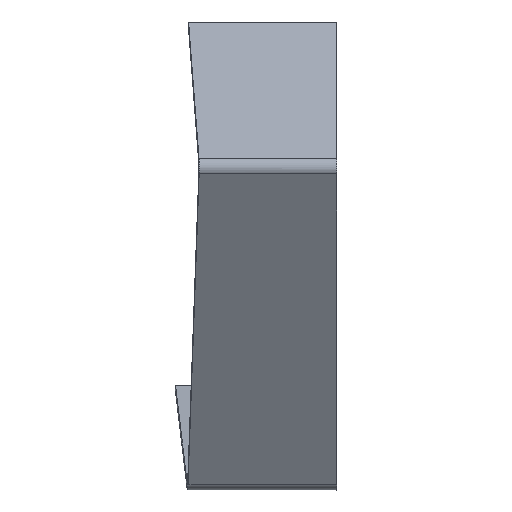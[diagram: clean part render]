
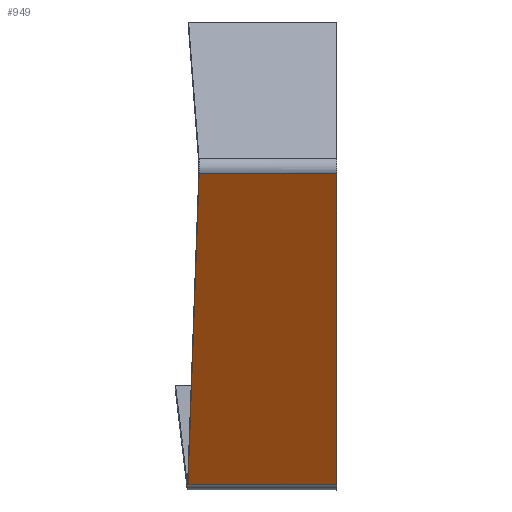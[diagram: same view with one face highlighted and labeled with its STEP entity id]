
A CAD part, left-side view. The second image highlights one B-rep face of the part: STEP entity #949.
In plain terms, the highlighted planar face has unit normal (-0.851, 0, -0.526).
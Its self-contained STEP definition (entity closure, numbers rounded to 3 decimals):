
#69 = PLANE('',#70);
#70 = AXIS2_PLACEMENT_3D('',#71,#72,#73);
#71 = CARTESIAN_POINT('',(0.,0.,-7500.));
#72 = DIRECTION('',(0.,-1.,-0.));
#73 = DIRECTION('',(1.,0.,0.));
#96 = CYLINDRICAL_SURFACE('',#97,48.);
#97 = AXIS2_PLACEMENT_3D('',#98,#99,#100);
#98 = CARTESIAN_POINT('',(10995.624,-550.,3842.501));
#99 = DIRECTION('',(-0.,1.,0.));
#100 = DIRECTION('',(-0.609,-0.,0.794));
#121 = PLANE('',#122);
#122 = AXIS2_PLACEMENT_3D('',#123,#124,#125);
#123 = CARTESIAN_POINT('',(4.001,-68.69,0.));
#124 = DIRECTION('',(0.058,-0.998,0.));
#125 = DIRECTION('',(0.,0.,-1.));
#408 = VERTEX_POINT('',#409);
#409 = CARTESIAN_POINT('',(10954.793,569.12,
    3817.266));
#437 = EDGE_CURVE('',#408,#438,#440,.T.);
#438 = VERTEX_POINT('',#439);
#439 = CARTESIAN_POINT('',(11749.431,615.403,
    2531.528));
#440 = SURFACE_CURVE('',#441,(#445,#451),.PCURVE_S1.);
#441 = LINE('',#442,#443);
#442 = CARTESIAN_POINT('',(9626.142,491.735,
    5967.046));
#443 = VECTOR('',#444,1.);
#444 = DIRECTION('',(0.525,0.031,-0.85));
#445 = PCURVE('',#121,#446);
#446 = DEFINITIONAL_REPRESENTATION('',(#447),#450);
#447 = B_SPLINE_CURVE_WITH_KNOTS('',1,(#448,#449),.UNSPECIFIED.,.F.,.F.,
  (2,2),(-12005609.332,12005639.461),
  .PIECEWISE_BEZIER_KNOTS.);
#448 = CARTESIAN_POINT('',(-10213734.217,-6309866.662));
#449 = CARTESIAN_POINT('',(10201825.742,6329159.416));
#450 = ( GEOMETRIC_REPRESENTATION_CONTEXT(2) 
PARAMETRIC_REPRESENTATION_CONTEXT() REPRESENTATION_CONTEXT('2D SPACE',''
  ) );
#451 = PCURVE('',#452,#457);
#452 = PLANE('',#453);
#453 = AXIS2_PLACEMENT_3D('',#454,#455,#456);
#454 = CARTESIAN_POINT('',(9634.058,0.,5954.238));
#455 = DIRECTION('',(0.851,0.,0.526));
#456 = DIRECTION('',(0.,-1.,0.));
#457 = DEFINITIONAL_REPRESENTATION('',(#458),#461);
#458 = B_SPLINE_CURVE_WITH_KNOTS('',1,(#459,#460),.UNSPECIFIED.,.F.,.F.,
  (2,2),(-12005609.332,12005639.461),
  .PIECEWISE_BEZIER_KNOTS.);
#459 = CARTESIAN_POINT('',(366954.611,-12000000.));
#460 = CARTESIAN_POINT('',(-367939.003,12000000.));
#461 = ( GEOMETRIC_REPRESENTATION_CONTEXT(2) 
PARAMETRIC_REPRESENTATION_CONTEXT() REPRESENTATION_CONTEXT('2D SPACE',''
  ) );
#478 = CYLINDRICAL_SURFACE('',#479,48.);
#479 = AXIS2_PLACEMENT_3D('',#480,#481,#482);
#480 = CARTESIAN_POINT('',(11790.262,-550.,2556.763)
  );
#481 = DIRECTION('',(-0.,1.,0.));
#482 = DIRECTION('',(0.438,0.,-0.899));
#502 = VERTEX_POINT('',#503);
#503 = CARTESIAN_POINT('',(10954.793,0.,3817.266));
#529 = EDGE_CURVE('',#502,#408,#530,.T.);
#530 = SURFACE_CURVE('',#531,(#535,#542),.PCURVE_S1.);
#531 = LINE('',#532,#533);
#532 = CARTESIAN_POINT('',(10954.793,-550.,3817.266)
  );
#533 = VECTOR('',#534,1.);
#534 = DIRECTION('',(-0.,1.,0.));
#535 = PCURVE('',#96,#536);
#536 = DEFINITIONAL_REPRESENTATION('',(#537),#541);
#537 = LINE('',#538,#539);
#538 = CARTESIAN_POINT('',(-1.47,0.));
#539 = VECTOR('',#540,1.);
#540 = DIRECTION('',(-0.,1.));
#541 = ( GEOMETRIC_REPRESENTATION_CONTEXT(2) 
PARAMETRIC_REPRESENTATION_CONTEXT() REPRESENTATION_CONTEXT('2D SPACE',''
  ) );
#542 = PCURVE('',#452,#543);
#543 = DEFINITIONAL_REPRESENTATION('',(#544),#548);
#544 = LINE('',#545,#546);
#545 = CARTESIAN_POINT('',(550.,2512.169));
#546 = VECTOR('',#547,1.);
#547 = DIRECTION('',(-1.,0.));
#548 = ( GEOMETRIC_REPRESENTATION_CONTEXT(2) 
PARAMETRIC_REPRESENTATION_CONTEXT() REPRESENTATION_CONTEXT('2D SPACE',''
  ) );
#557 = EDGE_CURVE('',#502,#558,#560,.T.);
#558 = VERTEX_POINT('',#559);
#559 = CARTESIAN_POINT('',(11749.431,0.,2531.528));
#560 = SURFACE_CURVE('',#561,(#565,#571),.PCURVE_S1.);
#561 = LINE('',#562,#563);
#562 = CARTESIAN_POINT('',(11311.117,0.,3240.728));
#563 = VECTOR('',#564,1.);
#564 = DIRECTION('',(0.526,0.,-0.851));
#565 = PCURVE('',#69,#566);
#566 = DEFINITIONAL_REPRESENTATION('',(#567),#570);
#567 = B_SPLINE_CURVE_WITH_KNOTS('',1,(#568,#569),.UNSPECIFIED.,.F.,.F.,
  (2,2),(-828.91,984.865),.PIECEWISE_BEZIER_KNOTS.);
#568 = CARTESIAN_POINT('',(10875.329,11445.839));
#569 = CARTESIAN_POINT('',(11828.895,9902.954));
#570 = ( GEOMETRIC_REPRESENTATION_CONTEXT(2) 
PARAMETRIC_REPRESENTATION_CONTEXT() REPRESENTATION_CONTEXT('2D SPACE',''
  ) );
#571 = PCURVE('',#452,#572);
#572 = DEFINITIONAL_REPRESENTATION('',(#573),#576);
#573 = B_SPLINE_CURVE_WITH_KNOTS('',1,(#574,#575),.UNSPECIFIED.,.F.,.F.,
  (2,2),(-828.91,984.865),.PIECEWISE_BEZIER_KNOTS.);
#574 = CARTESIAN_POINT('',(0.,2361.021));
#575 = CARTESIAN_POINT('',(0.,4174.796));
#576 = ( GEOMETRIC_REPRESENTATION_CONTEXT(2) 
PARAMETRIC_REPRESENTATION_CONTEXT() REPRESENTATION_CONTEXT('2D SPACE',''
  ) );
#949 = ADVANCED_FACE('',(#950),#452,.F.);
#950 = FACE_BOUND('',#951,.F.);
#951 = EDGE_LOOP('',(#952,#953,#974,#975));
#952 = ORIENTED_EDGE('',*,*,#557,.T.);
#953 = ORIENTED_EDGE('',*,*,#954,.T.);
#954 = EDGE_CURVE('',#558,#438,#955,.T.);
#955 = SURFACE_CURVE('',#956,(#960,#967),.PCURVE_S1.);
#956 = LINE('',#957,#958);
#957 = CARTESIAN_POINT('',(11749.431,-550.,2531.528));
#958 = VECTOR('',#959,1.);
#959 = DIRECTION('',(-0.,1.,0.));
#960 = PCURVE('',#452,#961);
#961 = DEFINITIONAL_REPRESENTATION('',(#962),#966);
#962 = LINE('',#963,#964);
#963 = CARTESIAN_POINT('',(550.,4023.648));
#964 = VECTOR('',#965,1.);
#965 = DIRECTION('',(-1.,0.));
#966 = ( GEOMETRIC_REPRESENTATION_CONTEXT(2) 
PARAMETRIC_REPRESENTATION_CONTEXT() REPRESENTATION_CONTEXT('2D SPACE',''
  ) );
#967 = PCURVE('',#478,#968);
#968 = DEFINITIONAL_REPRESENTATION('',(#969),#973);
#969 = LINE('',#970,#971);
#970 = CARTESIAN_POINT('',(1.47,0.));
#971 = VECTOR('',#972,1.);
#972 = DIRECTION('',(0.,1.));
#973 = ( GEOMETRIC_REPRESENTATION_CONTEXT(2) 
PARAMETRIC_REPRESENTATION_CONTEXT() REPRESENTATION_CONTEXT('2D SPACE',''
  ) );
#974 = ORIENTED_EDGE('',*,*,#437,.F.);
#975 = ORIENTED_EDGE('',*,*,#529,.F.);
